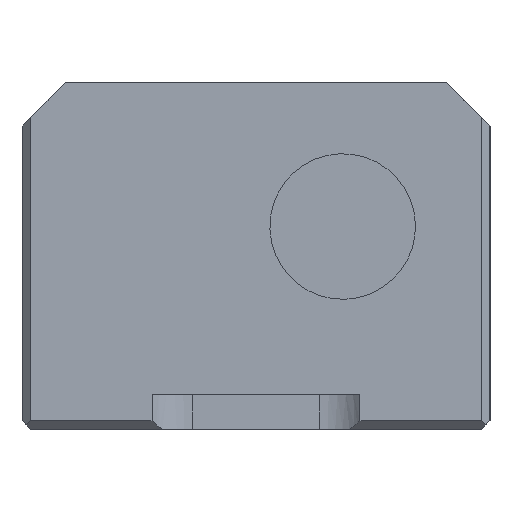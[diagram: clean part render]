
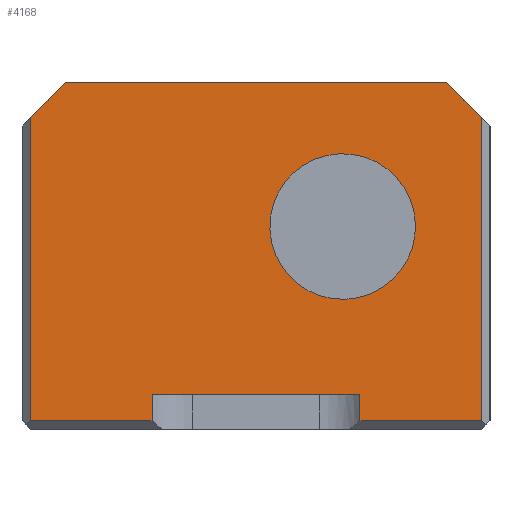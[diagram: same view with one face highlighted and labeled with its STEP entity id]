
A CAD part, left-side view. The second image highlights one B-rep face of the part: STEP entity #4168.
In plain terms, the highlighted planar face has unit normal (-1, 0, 0).
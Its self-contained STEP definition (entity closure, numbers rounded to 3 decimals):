
#3921=FACE_BOUND('',#5686,.T.);
#4004=CIRCLE('',#14288,2.1);
#4168=ADVANCED_FACE('',(#5137,#3921),#4702,.T.);
#4702=PLANE('',#14303);
#5137=FACE_OUTER_BOUND('',#5685,.T.);
#5685=EDGE_LOOP('',(#6625,#6626,#6627,#6628,#6629,#6630,#6631,#6632,#6633,
#6634));
#5686=EDGE_LOOP('',(#6635));
#6625=ORIENTED_EDGE('',*,*,#10602,.T.);
#6626=ORIENTED_EDGE('',*,*,#10603,.T.);
#6627=ORIENTED_EDGE('',*,*,#10604,.T.);
#6628=ORIENTED_EDGE('',*,*,#10605,.T.);
#6629=ORIENTED_EDGE('',*,*,#10606,.T.);
#6630=ORIENTED_EDGE('',*,*,#10607,.F.);
#6631=ORIENTED_EDGE('',*,*,#10598,.F.);
#6632=ORIENTED_EDGE('',*,*,#10608,.T.);
#6633=ORIENTED_EDGE('',*,*,#10609,.T.);
#6634=ORIENTED_EDGE('',*,*,#10610,.T.);
#6635=ORIENTED_EDGE('',*,*,#10591,.F.);
#9589=VERTEX_POINT('',#18463);
#9596=VERTEX_POINT('',#18482);
#9597=VERTEX_POINT('',#18483);
#9600=VERTEX_POINT('',#18491);
#9601=VERTEX_POINT('',#18492);
#9602=VERTEX_POINT('',#18494);
#9603=VERTEX_POINT('',#18496);
#9604=VERTEX_POINT('',#18498);
#9605=VERTEX_POINT('',#18500);
#9606=VERTEX_POINT('',#18503);
#9607=VERTEX_POINT('',#18505);
#10591=EDGE_CURVE('',#9589,#9589,#4004,.T.);
#10598=EDGE_CURVE('',#9596,#9597,#12052,.T.);
#10602=EDGE_CURVE('',#9600,#9601,#12054,.T.);
#10603=EDGE_CURVE('',#9601,#9602,#12055,.T.);
#10604=EDGE_CURVE('',#9602,#9603,#12056,.T.);
#10605=EDGE_CURVE('',#9603,#9604,#12057,.T.);
#10606=EDGE_CURVE('',#9604,#9605,#12058,.T.);
#10607=EDGE_CURVE('',#9597,#9605,#12059,.T.);
#10608=EDGE_CURVE('',#9596,#9606,#12060,.T.);
#10609=EDGE_CURVE('',#9606,#9607,#12061,.T.);
#10610=EDGE_CURVE('',#9607,#9600,#12062,.T.);
#12052=LINE('',#18481,#13314);
#12054=LINE('',#18490,#13316);
#12055=LINE('',#18493,#13317);
#12056=LINE('',#18495,#13318);
#12057=LINE('',#18497,#13319);
#12058=LINE('',#18499,#13320);
#12059=LINE('',#18501,#13321);
#12060=LINE('',#18502,#13322);
#12061=LINE('',#18504,#13323);
#12062=LINE('',#18506,#13324);
#13314=VECTOR('',#15421,1.);
#13316=VECTOR('',#15429,1.);
#13317=VECTOR('',#15430,1.);
#13318=VECTOR('',#15431,1.);
#13319=VECTOR('',#15432,1.);
#13320=VECTOR('',#15433,1.);
#13321=VECTOR('',#15434,1.);
#13322=VECTOR('',#15435,1.);
#13323=VECTOR('',#15436,1.);
#13324=VECTOR('',#15437,1.);
#14288=AXIS2_PLACEMENT_3D('',#18462,#15397,#15398);
#14303=AXIS2_PLACEMENT_3D('',#18507,#15438,#15439);
#15397=DIRECTION('',(-1.,0.,0.));
#15398=DIRECTION('',(0.,0.383,0.924));
#15421=DIRECTION('',(0.,1.,0.));
#15429=DIRECTION('',(0.,0.707,0.707));
#15430=DIRECTION('',(0.,1.,0.));
#15431=DIRECTION('',(0.,0.707,-0.707));
#15432=DIRECTION('',(0.,0.,-1.));
#15433=DIRECTION('',(0.,-1.,0.));
#15434=DIRECTION('',(0.,0.,-1.));
#15435=DIRECTION('',(0.,0.,-1.));
#15436=DIRECTION('',(0.,-1.,0.));
#15437=DIRECTION('',(0.,0.,1.));
#15438=DIRECTION('',(-1.,0.,0.));
#15439=DIRECTION('',(0.,0.,1.));
#18462=CARTESIAN_POINT('',(-18.,-2.5,7.95));
#18463=CARTESIAN_POINT('',(-18.,-1.696,9.89));
#18481=CARTESIAN_POINT('',(-18.,-3.,3.1));
#18482=CARTESIAN_POINT('',(-18.,-3.,3.1));
#18483=CARTESIAN_POINT('',(-18.,3.,3.1));
#18490=CARTESIAN_POINT('',(-18.,-7.75,9.85));
#18491=CARTESIAN_POINT('',(-18.,-6.5,11.1));
#18492=CARTESIAN_POINT('',(-18.,-5.5,12.1));
#18493=CARTESIAN_POINT('',(-18.,0.,12.1));
#18494=CARTESIAN_POINT('',(-18.,5.5,12.1));
#18495=CARTESIAN_POINT('',(-18.,7.75,9.85));
#18496=CARTESIAN_POINT('',(-18.,6.5,11.1));
#18497=CARTESIAN_POINT('',(-18.,6.5,2.1));
#18498=CARTESIAN_POINT('',(-18.,6.5,2.35));
#18499=CARTESIAN_POINT('',(-18.,0.,2.35));
#18500=CARTESIAN_POINT('',(-18.,3.,2.35));
#18501=CARTESIAN_POINT('',(-18.,3.,3.1));
#18502=CARTESIAN_POINT('',(-18.,-3.,3.1));
#18503=CARTESIAN_POINT('',(-18.,-3.,2.35));
#18504=CARTESIAN_POINT('',(-18.,0.,2.35));
#18505=CARTESIAN_POINT('',(-18.,-6.5,2.35));
#18506=CARTESIAN_POINT('',(-18.,-6.5,2.1));
#18507=CARTESIAN_POINT('',(-18.,0.,2.1));
